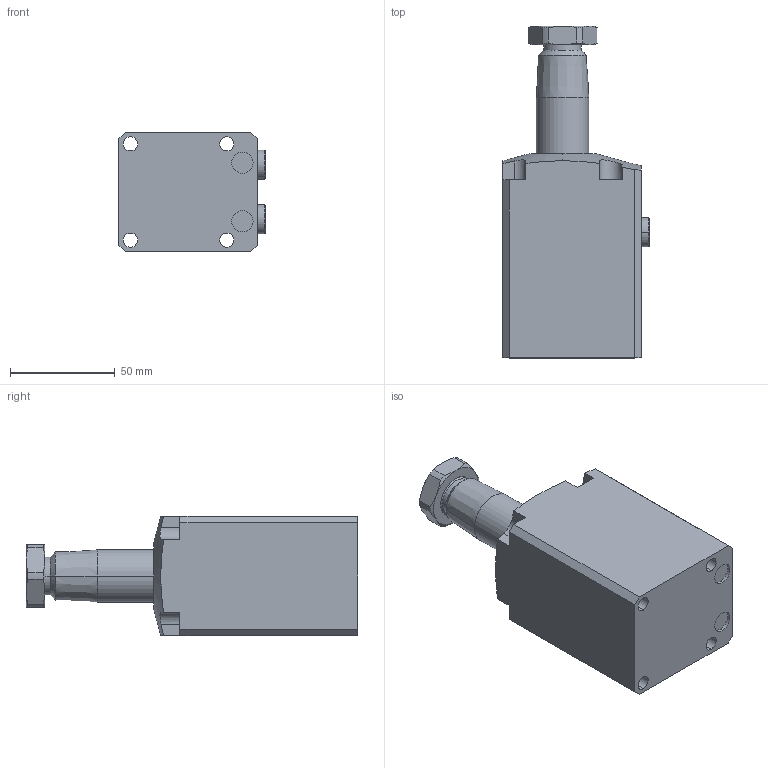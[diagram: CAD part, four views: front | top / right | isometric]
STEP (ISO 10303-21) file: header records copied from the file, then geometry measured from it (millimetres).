
FILE_DESCRIPTION (( 'STEP AP203' ), '1' );
FILE_NAME ('HBTU06.STEP', '2019-10-14T06:44:59', ( '微软用户' ), ( '微软中国' ), 'SwSTEP 2.0', 'SolidWorks 2012', '' );
FILE_SCHEMA (( 'CONFIG_CONTROL_DESIGN' ));
Length unit declared in the file: millimetre
Products named in the file (5): HBTU06蹟譫_______; HBTU06; HBTU06活塞杆_______; G1-8_______; HBTU06掛极_______
Assembly tree (5 placements, depth 2):
  HBTU06
    HBTU06掛极_______
    HBTU06活塞杆_______
    G1-8_______  x2
    HBTU06蹟譫_______
Bounding box: 69.8 x 158.5 x 57 mm (x, y, z)
Volume: 358694.2 mm3; surface area: 49364.9 mm2
Topology: 5 solids, 5 shells, 170 faces, 391 edges, 244 vertices
Faces by surface type: plane 68, cylinder 59, cone 38, torus 4, sphere 1
Entity records: 5081 total; most frequent: CARTESIAN_POINT 1129, DIRECTION 734, ORIENTED_EDGE 688, EDGE_CURVE 344, AXIS2_PLACEMENT_3D 287, VERTEX_POINT 216, EDGE_LOOP 170, VECTOR 160
